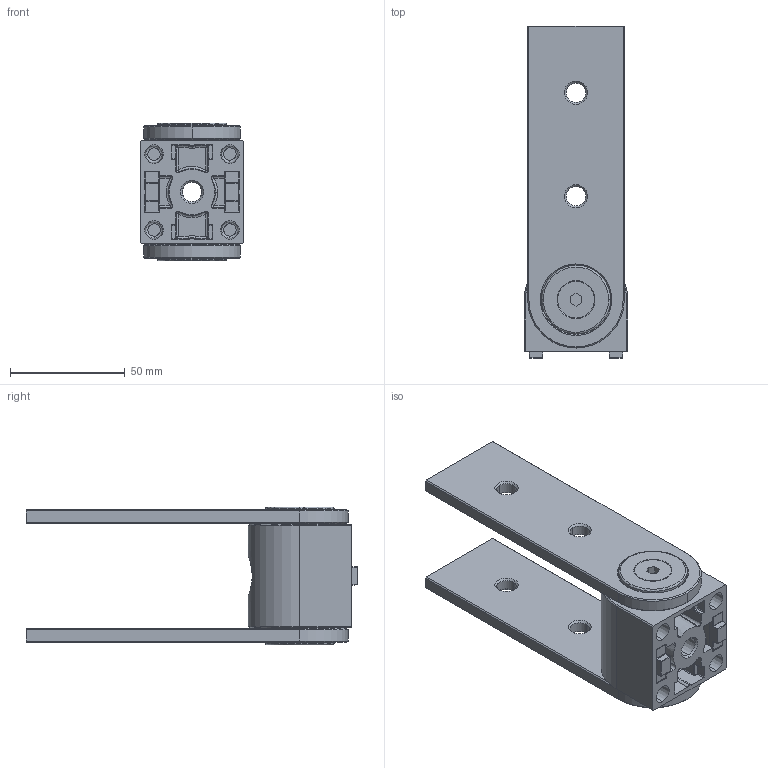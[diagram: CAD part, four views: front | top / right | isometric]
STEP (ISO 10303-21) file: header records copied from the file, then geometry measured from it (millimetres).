
FILE_DESCRIPTION (( 'STEP AP214' ), '1' );
FILE_NAME ('6121474', '2019-01-28T15:46:44', ( '' ), ('JUGARD+KÜNSTNER GmbH'), 'SwSTEP 2.0', 'SolidWorks 2017', '' );
FILE_SCHEMA (( 'AUTOMOTIVE_DESIGN' ));
Length unit declared in the file: millimetre
Products named in the file (1): 6121474
Bounding box: 45 x 144.3 x 59.9 mm (x, y, z)
Volume: 133339 mm3; surface area: 53421.7 mm2
Topology: 11 solids, 11 shells, 835 faces, 1965 edges, 1169 vertices
Faces by surface type: cylinder 256, plane 220, cone 143, torus 109, bspline 55, sphere 52
Entity records: 27410 total; most frequent: CARTESIAN_POINT 8567, DIRECTION 3932, ORIENTED_EDGE 3906, EDGE_CURVE 1953, AXIS2_PLACEMENT_3D 1581, VERTEX_POINT 1169, EDGE_LOOP 890, ADVANCED_FACE 835
